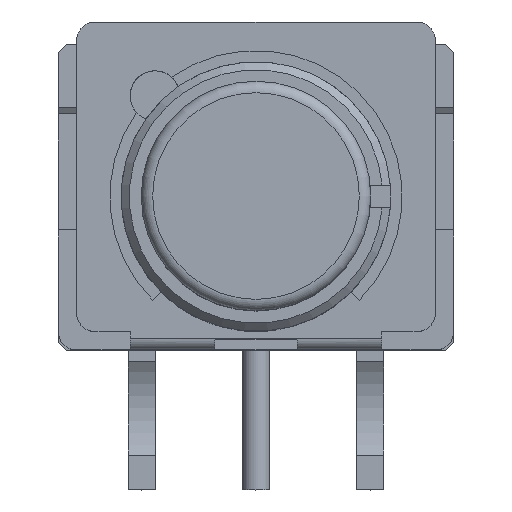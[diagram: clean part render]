
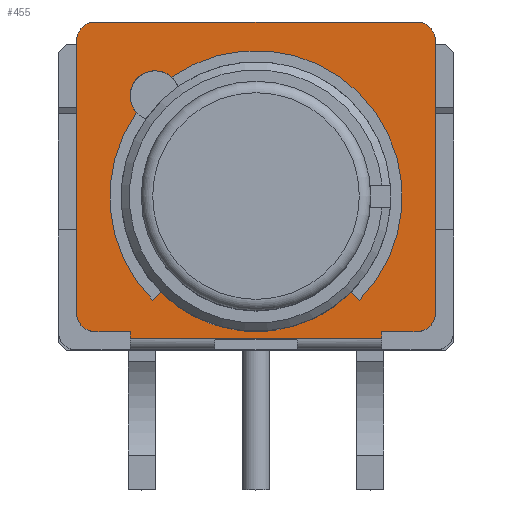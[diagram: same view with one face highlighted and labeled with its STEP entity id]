
A CAD part, top view. The second image highlights one B-rep face of the part: STEP entity #455.
In plain terms, the highlighted face is planar.
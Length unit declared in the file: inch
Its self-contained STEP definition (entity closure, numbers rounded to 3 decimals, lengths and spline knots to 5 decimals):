
#455 = ADVANCED_FACE( '', ( #944, #945 ), #946, .T. );
#944 = FACE_BOUND( '', #1517, .T. );
#945 = FACE_OUTER_BOUND( '', #1518, .T. );
#946 = PLANE( '', #1519 );
#1517 = EDGE_LOOP( '', ( #2475, #2476, #2477, #2478, #2479, #2480 ) );
#1518 = EDGE_LOOP( '', ( #2481, #2482, #2483, #2484, #2485, #2486, #2487, #2488, #2489, #2490, #2491, #2492 ) );
#1519 = AXIS2_PLACEMENT_3D( '', #2493, #2494, #2495 );
#2475 = ORIENTED_EDGE( '', *, *, #3834, .F. );
#2476 = ORIENTED_EDGE( '', *, *, #3835, .T. );
#2477 = ORIENTED_EDGE( '', *, *, #3668, .F. );
#2478 = ORIENTED_EDGE( '', *, *, #3610, .F. );
#2479 = ORIENTED_EDGE( '', *, *, #3817, .F. );
#2480 = ORIENTED_EDGE( '', *, *, #3836, .F. );
#2481 = ORIENTED_EDGE( '', *, *, #3837, .F. );
#2482 = ORIENTED_EDGE( '', *, *, #3777, .T. );
#2483 = ORIENTED_EDGE( '', *, *, #3769, .T. );
#2484 = ORIENTED_EDGE( '', *, *, #3650, .T. );
#2485 = ORIENTED_EDGE( '', *, *, #3838, .T. );
#2486 = ORIENTED_EDGE( '', *, *, #3826, .T. );
#2487 = ORIENTED_EDGE( '', *, *, #3839, .F. );
#2488 = ORIENTED_EDGE( '', *, *, #3637, .T. );
#2489 = ORIENTED_EDGE( '', *, *, #3726, .F. );
#2490 = ORIENTED_EDGE( '', *, *, #3840, .T. );
#2491 = ORIENTED_EDGE( '', *, *, #3841, .T. );
#2492 = ORIENTED_EDGE( '', *, *, #3512, .T. );
#2493 = CARTESIAN_POINT( '', ( -0.137, 0.394, 0.141 ) );
#2494 = DIRECTION( '', ( 0., 1., 0. ) );
#2495 = DIRECTION( '', ( 0., 0., 1. ) );
#3512 = EDGE_CURVE( '', #4153, #4158, #4160, .T. );
#3610 = EDGE_CURVE( '', #4332, #4334, #4335, .T. );
#3637 = EDGE_CURVE( '', #4374, #4379, #4381, .T. );
#3650 = EDGE_CURVE( '', #4405, #4403, #4406, .T. );
#3668 = EDGE_CURVE( '', #4334, #4436, #4437, .T. );
#3726 = EDGE_CURVE( '', #4529, #4379, #4530, .T. );
#3769 = EDGE_CURVE( '', #4594, #4405, #4595, .T. );
#3777 = EDGE_CURVE( '', #4601, #4594, #4605, .T. );
#3817 = EDGE_CURVE( '', #4670, #4332, #4672, .T. );
#3826 = EDGE_CURVE( '', #4684, #4682, #4685, .T. );
#3834 = EDGE_CURVE( '', #4694, #4695, #4696, .T. );
#3835 = EDGE_CURVE( '', #4694, #4436, #4697, .F. );
#3836 = EDGE_CURVE( '', #4695, #4670, #4698, .T. );
#3837 = EDGE_CURVE( '', #4601, #4158, #4699, .F. );
#3838 = EDGE_CURVE( '', #4403, #4684, #4700, .T. );
#3839 = EDGE_CURVE( '', #4374, #4682, #4701, .F. );
#3840 = EDGE_CURVE( '', #4529, #4702, #4703, .T. );
#3841 = EDGE_CURVE( '', #4702, #4153, #4704, .T. );
#4153 = VERTEX_POINT( '', #5100 );
#4158 = VERTEX_POINT( '', #5107 );
#4160 = LINE( '', #5110, #5111 );
#4332 = VERTEX_POINT( '', #5354 );
#4334 = VERTEX_POINT( '', #5357 );
#4335 = LINE( '', #5358, #5359 );
#4374 = VERTEX_POINT( '', #5413 );
#4379 = VERTEX_POINT( '', #5420 );
#4381 = LINE( '', #5423, #5424 );
#4403 = VERTEX_POINT( '', #5454 );
#4405 = VERTEX_POINT( '', #5457 );
#4406 = LINE( '', #5458, #5459 );
#4436 = VERTEX_POINT( '', #5503 );
#4437 = CIRCLE( '', #5504, 0.128 );
#4529 = VERTEX_POINT( '', #5633 );
#4530 = LINE( '', #5634, #5635 );
#4594 = VERTEX_POINT( '', #5720 );
#4595 = CIRCLE( '', #5721, 0.016 );
#4601 = VERTEX_POINT( '', #5730 );
#4605 = LINE( '', #5736, #5737 );
#4670 = VERTEX_POINT( '', #5819 );
#4672 = CIRCLE( '', #5822, 0.118 );
#4682 = VERTEX_POINT( '', #5836 );
#4684 = VERTEX_POINT( '', #5839 );
#4685 = LINE( '', #5840, #5841 );
#4694 = VERTEX_POINT( '', #5854 );
#4695 = VERTEX_POINT( '', #5855 );
#4696 = CIRCLE( '', #5856, 0.128 );
#4697 = CIRCLE( '', #5857, 0.02183 );
#4698 = LINE( '', #5858, #5859 );
#4699 = CIRCLE( '', #5860, 0.016 );
#4700 = CIRCLE( '', #5861, 0.016 );
#4701 = CIRCLE( '', #5862, 0.016 );
#4702 = VERTEX_POINT( '', #5863 );
#4703 = LINE( '', #5864, #5865 );
#4704 = LINE( '', #5866, #5867 );
#5100 = CARTESIAN_POINT( '', ( 0.118, 0.394, -0.11 ) );
#5107 = CARTESIAN_POINT( '', ( 0.118, 0.394, -0.141 ) );
#5110 = CARTESIAN_POINT( '', ( 0.118, 0.394, 0.141 ) );
#5111 = VECTOR( '', #6369, 39.37008 );
#5354 = CARTESIAN_POINT( '', ( 0.08344, 0.394, -0.08344 ) );
#5357 = CARTESIAN_POINT( '', ( 0.09051, 0.394, -0.09051 ) );
#5358 = CARTESIAN_POINT( '', ( 0.08344, 0.394, -0.08344 ) );
#5359 = VECTOR( '', #6487, 39.37008 );
#5413 = CARTESIAN_POINT( '', ( 0.118, 0.394, 0.141 ) );
#5420 = CARTESIAN_POINT( '', ( 0.118, 0.394, 0.11 ) );
#5423 = CARTESIAN_POINT( '', ( 0.118, 0.394, 0.141 ) );
#5424 = VECTOR( '', #6518, 39.37008 );
#5454 = CARTESIAN_POINT( '', ( -0.153, 0.394, 0.141 ) );
#5457 = CARTESIAN_POINT( '', ( -0.153, 0.394, -0.141 ) );
#5458 = CARTESIAN_POINT( '', ( -0.153, 0.394, -0.141 ) );
#5459 = VECTOR( '', #6531, 39.37008 );
#5503 = CARTESIAN_POINT( '', ( -0.1046, 0.394, 0.07377 ) );
#5504 = AXIS2_PLACEMENT_3D( '', #6549, #6550, #6551 );
#5633 = CARTESIAN_POINT( '', ( 0.124, 0.394, 0.11 ) );
#5634 = CARTESIAN_POINT( '', ( 0.124, 0.394, 0.11 ) );
#5635 = VECTOR( '', #6613, 39.37008 );
#5720 = CARTESIAN_POINT( '', ( -0.137, 0.394, -0.157 ) );
#5721 = AXIS2_PLACEMENT_3D( '', #6662, #6663, #6664 );
#5730 = CARTESIAN_POINT( '', ( 0.102, 0.394, -0.157 ) );
#5736 = CARTESIAN_POINT( '', ( 0.103, 0.394, -0.157 ) );
#5737 = VECTOR( '', #6670, 39.37008 );
#5819 = CARTESIAN_POINT( '', ( 0.08344, 0.394, 0.08344 ) );
#5822 = AXIS2_PLACEMENT_3D( '', #6731, #6732, #6733 );
#5836 = CARTESIAN_POINT( '', ( 0.102, 0.394, 0.157 ) );
#5839 = CARTESIAN_POINT( '', ( -0.137, 0.394, 0.157 ) );
#5840 = CARTESIAN_POINT( '', ( -0.137, 0.394, 0.157 ) );
#5841 = VECTOR( '', #6739, 39.37008 );
#5854 = CARTESIAN_POINT( '', ( -0.07377, 0.394, 0.1046 ) );
#5855 = CARTESIAN_POINT( '', ( 0.09051, 0.394, 0.09051 ) );
#5856 = AXIS2_PLACEMENT_3D( '', #6747, #6748, #6749 );
#5857 = AXIS2_PLACEMENT_3D( '', #6750, #6751, #6752 );
#5858 = CARTESIAN_POINT( '', ( 0.09051, 0.394, 0.09051 ) );
#5859 = VECTOR( '', #6753, 39.37008 );
#5860 = AXIS2_PLACEMENT_3D( '', #6754, #6755, #6756 );
#5861 = AXIS2_PLACEMENT_3D( '', #6757, #6758, #6759 );
#5862 = AXIS2_PLACEMENT_3D( '', #6760, #6761, #6762 );
#5863 = CARTESIAN_POINT( '', ( 0.124, 0.394, -0.11 ) );
#5864 = CARTESIAN_POINT( '', ( 0.124, 0.394, 0.11 ) );
#5865 = VECTOR( '', #6763, 39.37008 );
#5866 = CARTESIAN_POINT( '', ( 0.124, 0.394, -0.11 ) );
#5867 = VECTOR( '', #6764, 39.37008 );
#6369 = DIRECTION( '', ( 0., 0., -1. ) );
#6487 = DIRECTION( '', ( 0.707, 0., -0.707 ) );
#6518 = DIRECTION( '', ( 0., 0., -1. ) );
#6531 = DIRECTION( '', ( 0., 0., 1. ) );
#6549 = CARTESIAN_POINT( '', ( 0., 0.394, 0. ) );
#6550 = DIRECTION( '', ( 0., 1., 0. ) );
#6551 = DIRECTION( '', ( 1., 0., 0. ) );
#6613 = DIRECTION( '', ( -1., 0., 0. ) );
#6662 = CARTESIAN_POINT( '', ( -0.137, 0.394, -0.141 ) );
#6663 = DIRECTION( '', ( 0., 1., 0. ) );
#6664 = DIRECTION( '', ( 1., 0., 0. ) );
#6670 = DIRECTION( '', ( -1., 0., 0. ) );
#6731 = CARTESIAN_POINT( '', ( 0., 0.394, 0. ) );
#6732 = DIRECTION( '', ( 0., 1., 0. ) );
#6733 = DIRECTION( '', ( 1., 0., 0. ) );
#6739 = DIRECTION( '', ( 1., 0., 0. ) );
#6747 = CARTESIAN_POINT( '', ( 0., 0.394, 0. ) );
#6748 = DIRECTION( '', ( 0., 1., 0. ) );
#6749 = DIRECTION( '', ( 1., 0., 0. ) );
#6750 = CARTESIAN_POINT( '', ( -0.08842, 0.394, 0.08842 ) );
#6751 = DIRECTION( '', ( 0., 1., 0. ) );
#6752 = DIRECTION( '', ( 0., 0., 1. ) );
#6753 = DIRECTION( '', ( -0.707, 0., -0.707 ) );
#6754 = CARTESIAN_POINT( '', ( 0.102, 0.394, -0.141 ) );
#6755 = DIRECTION( '', ( 0., 1., 0. ) );
#6756 = DIRECTION( '', ( 0., 0., 1. ) );
#6757 = CARTESIAN_POINT( '', ( -0.137, 0.394, 0.141 ) );
#6758 = DIRECTION( '', ( 0., 1., 0. ) );
#6759 = DIRECTION( '', ( 1., 0., 0. ) );
#6760 = CARTESIAN_POINT( '', ( 0.102, 0.394, 0.141 ) );
#6761 = DIRECTION( '', ( 0., 1., 0. ) );
#6762 = DIRECTION( '', ( 0., 0., 1. ) );
#6763 = DIRECTION( '', ( 0., 0., -1. ) );
#6764 = DIRECTION( '', ( -1., 0., 0. ) );
